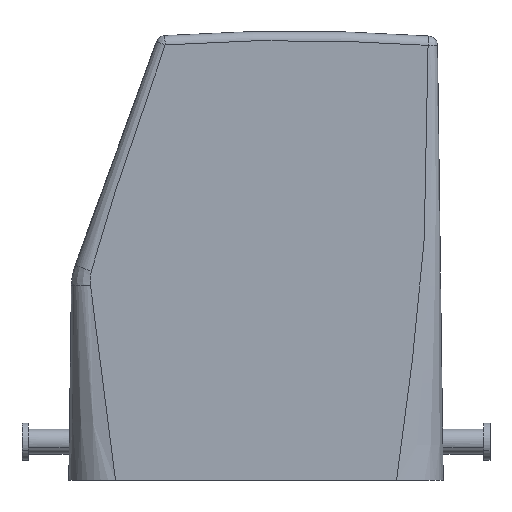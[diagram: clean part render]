
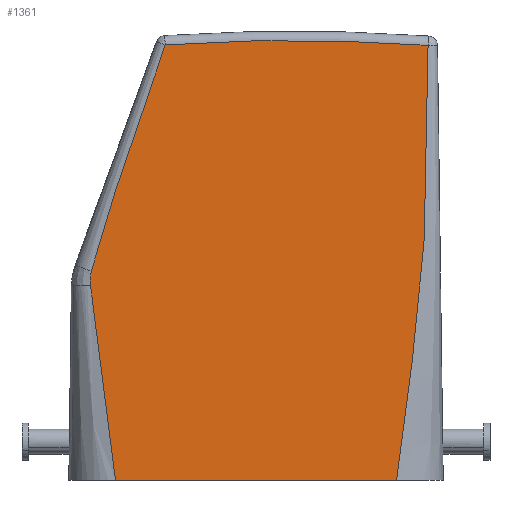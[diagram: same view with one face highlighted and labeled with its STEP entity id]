
A CAD part, left-side view. The second image highlights one B-rep face of the part: STEP entity #1361.
In plain terms, the highlighted planar face has unit normal (-1, 0, 0).
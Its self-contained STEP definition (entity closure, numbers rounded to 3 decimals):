
#1318=AXIS2_PLACEMENT_3D('Plane Axis2P3D',#1315,#1316,#1317) ;
#1350=AXIS2_PLACEMENT_3D('Circle Axis2P3D',#1348,#1349,$) ;
#445=CARTESIAN_POINT('Vertex',(0.,14.987,0.)) ;
#450=CARTESIAN_POINT('Line Origine',(0.,37.5,0.)) ;
#454=CARTESIAN_POINT('Vertex',(0.,60.014,0.)) ;
#659=CARTESIAN_POINT('Control Point',(0.,64.005,31.16)) ;
#660=CARTESIAN_POINT('Control Point',(0.,63.604,26.781)) ;
#661=CARTESIAN_POINT('Control Point',(0.,63.096,22.397)) ;
#662=CARTESIAN_POINT('Control Point',(0.,62.507,18.056)) ;
#663=CARTESIAN_POINT('Control Point',(0.,61.619,11.766)) ;
#664=CARTESIAN_POINT('Control Point',(0.,60.745,5.464)) ;
#665=CARTESIAN_POINT('Control Point',(0.,60.5,3.666)) ;
#666=CARTESIAN_POINT('Control Point',(0.,60.258,1.853)) ;
#667=CARTESIAN_POINT('Control Point',(0.,60.014,0.)) ;
#668=CARTESIAN_POINT('Vertex',(0.,64.005,31.16)) ;
#919=CARTESIAN_POINT('Control Point',(0.,63.891,33.543)) ;
#920=CARTESIAN_POINT('Control Point',(0.,64.,33.071)) ;
#921=CARTESIAN_POINT('Control Point',(0.,64.068,32.589)) ;
#922=CARTESIAN_POINT('Control Point',(0.,64.091,32.103)) ;
#923=CARTESIAN_POINT('Control Point',(0.,64.069,31.624)) ;
#924=CARTESIAN_POINT('Control Point',(0.,64.005,31.16)) ;
#925=CARTESIAN_POINT('Vertex',(0.,63.891,33.543)) ;
#1253=CARTESIAN_POINT('Vertex',(0.,9.929,69.72)) ;
#1257=CARTESIAN_POINT('Control Point',(0.,9.929,69.72)) ;
#1258=CARTESIAN_POINT('Control Point',(0.,9.927,68.515)) ;
#1259=CARTESIAN_POINT('Control Point',(0.,9.928,67.329)) ;
#1260=CARTESIAN_POINT('Control Point',(0.,9.93,66.124)) ;
#1261=CARTESIAN_POINT('Control Point',(0.,9.938,63.733)) ;
#1262=CARTESIAN_POINT('Control Point',(0.,9.953,61.335)) ;
#1263=CARTESIAN_POINT('Control Point',(0.,9.963,60.139)) ;
#1264=CARTESIAN_POINT('Control Point',(0.,9.995,56.739)) ;
#1265=CARTESIAN_POINT('Control Point',(0.,10.04,53.34)) ;
#1266=CARTESIAN_POINT('Control Point',(0.,10.078,50.997)) ;
#1267=CARTESIAN_POINT('Control Point',(0.,10.19,45.688)) ;
#1268=CARTESIAN_POINT('Control Point',(0.,10.412,40.381)) ;
#1269=CARTESIAN_POINT('Control Point',(0.,10.597,37.276)) ;
#1270=CARTESIAN_POINT('Control Point',(0.,11.077,31.069)) ;
#1271=CARTESIAN_POINT('Control Point',(0.,11.744,24.872)) ;
#1272=CARTESIAN_POINT('Control Point',(0.,12.117,21.777)) ;
#1273=CARTESIAN_POINT('Control Point',(0.,12.769,16.69)) ;
#1274=CARTESIAN_POINT('Control Point',(0.,13.452,11.605)) ;
#1275=CARTESIAN_POINT('Control Point',(0.,13.721,9.611)) ;
#1276=CARTESIAN_POINT('Control Point',(0.,14.141,6.482)) ;
#1277=CARTESIAN_POINT('Control Point',(0.,14.553,3.353)) ;
#1278=CARTESIAN_POINT('Control Point',(0.,14.699,2.234)) ;
#1279=CARTESIAN_POINT('Control Point',(0.,14.843,1.118)) ;
#1280=CARTESIAN_POINT('Control Point',(0.,14.987,0.)) ;
#1315=CARTESIAN_POINT('Axis2P3D Location',(0.,-0.533,-30.8)) ;
#1321=CARTESIAN_POINT('Control Point',(0.,52.034,69.793)) ;
#1322=CARTESIAN_POINT('Control Point',(0.,52.17,69.41)) ;
#1323=CARTESIAN_POINT('Control Point',(0.,52.304,69.029)) ;
#1324=CARTESIAN_POINT('Control Point',(0.,52.406,68.742)) ;
#1325=CARTESIAN_POINT('Control Point',(0.,53.939,64.389)) ;
#1326=CARTESIAN_POINT('Control Point',(0.,55.451,60.03)) ;
#1327=CARTESIAN_POINT('Control Point',(0.,56.806,56.044)) ;
#1328=CARTESIAN_POINT('Control Point',(0.,58.287,51.69)) ;
#1329=CARTESIAN_POINT('Control Point',(0.,59.727,47.325)) ;
#1330=CARTESIAN_POINT('Control Point',(0.,59.892,46.822)) ;
#1331=CARTESIAN_POINT('Control Point',(0.,60.25,45.73)) ;
#1332=CARTESIAN_POINT('Control Point',(0.,60.603,44.641)) ;
#1333=CARTESIAN_POINT('Control Point',(0.,60.833,43.924)) ;
#1334=CARTESIAN_POINT('Control Point',(0.,61.17,42.863)) ;
#1335=CARTESIAN_POINT('Control Point',(0.,61.502,41.798)) ;
#1336=CARTESIAN_POINT('Control Point',(0.,61.608,41.458)) ;
#1337=CARTESIAN_POINT('Control Point',(0.,62.022,40.114)) ;
#1338=CARTESIAN_POINT('Control Point',(0.,62.426,38.767)) ;
#1339=CARTESIAN_POINT('Control Point',(0.,62.721,37.761)) ;
#1340=CARTESIAN_POINT('Control Point',(0.,63.135,36.313)) ;
#1341=CARTESIAN_POINT('Control Point',(0.,63.535,34.864)) ;
#1342=CARTESIAN_POINT('Control Point',(0.,63.655,34.424)) ;
#1343=CARTESIAN_POINT('Control Point',(0.,63.773,33.984)) ;
#1344=CARTESIAN_POINT('Control Point',(0.,63.891,33.543)) ;
#1345=CARTESIAN_POINT('Vertex',(0.,52.034,69.793)) ;
#1348=CARTESIAN_POINT('Axis2P3D Location',(0.,31.5,-228.)) ;
#451=DIRECTION('Vector Direction',(0.,-1.,0.)) ;
#1316=DIRECTION('Axis2P3D Direction',(-1.,0.,0.)) ;
#1317=DIRECTION('Axis2P3D XDirection',(0.,-0.17,0.985)) ;
#1349=DIRECTION('Axis2P3D Direction',(-1.,0.,0.)) ;
#452=VECTOR('Line Direction',#451,1.) ;
#1354=ORIENTED_EDGE('',*,*,#1347,.F.) ;
#1355=ORIENTED_EDGE('',*,*,#927,.F.) ;
#1356=ORIENTED_EDGE('',*,*,#670,.F.) ;
#1357=ORIENTED_EDGE('',*,*,#456,.T.) ;
#1358=ORIENTED_EDGE('',*,*,#1281,.T.) ;
#1359=ORIENTED_EDGE('',*,*,#1352,.T.) ;
#1361=ADVANCED_FACE('Hood',(#1360),#1319,.T.) ;
#658=B_SPLINE_CURVE_WITH_KNOTS('',5,(#659,#660,#661,#662,#663,#664,#665,#666,#667),.UNSPECIFIED.,.F.,.U.,(6,3,6),(116.014,137.84,147.295),.UNSPECIFIED.) ;
#918=B_SPLINE_CURVE_WITH_KNOTS('',5,(#919,#920,#921,#922,#923,#924),.UNSPECIFIED.,.F.,.U.,(6,6),(183.856,186.856),.UNSPECIFIED.) ;
#1256=B_SPLINE_CURVE_WITH_KNOTS('',5,(#1257,#1258,#1259,#1260,#1261,#1262,#1263,#1264,#1265,#1266,#1267,#1268,#1269,#1270,#1271,#1272,#1273,#1274,#1275,#1276,#1277,#1278,#1279,#1280),.UNSPECIFIED.,.F.,.U.,(6,3,3,3,3,3,3,6),(30.496,36.488,42.48,53.502,69.05,84.599,94.635,100.339),.UNSPECIFIED.) ;
#1320=B_SPLINE_CURVE_WITH_KNOTS('',5,(#1321,#1322,#1323,#1324,#1325,#1326,#1327,#1328,#1329,#1330,#1331,#1332,#1333,#1334,#1335,#1336,#1337,#1338,#1339,#1340,#1341,#1342,#1343,#1344),.UNSPECIFIED.,.F.,.U.,(6,3,3,3,3,3,3,6),(0.,2.842,32.577,35.347,40.708,43.241,50.664,53.896),.UNSPECIFIED.) ;
#1351=CIRCLE('generated circle',#1350,298.5) ;
#456=EDGE_CURVE('',#455,#446,#453,.T.) ;
#670=EDGE_CURVE('',#455,#669,#658,.F.) ;
#927=EDGE_CURVE('',#669,#926,#918,.F.) ;
#1281=EDGE_CURVE('',#446,#1254,#1256,.F.) ;
#1347=EDGE_CURVE('',#926,#1346,#1320,.F.) ;
#1352=EDGE_CURVE('',#1254,#1346,#1351,.T.) ;
#1353=EDGE_LOOP('',(#1354,#1355,#1356,#1357,#1358,#1359)) ;
#1360=FACE_OUTER_BOUND('',#1353,.T.) ;
#453=LINE('Line',#450,#452) ;
#1319=PLANE('',#1318) ;
#446=VERTEX_POINT('',#445) ;
#455=VERTEX_POINT('',#454) ;
#669=VERTEX_POINT('',#668) ;
#926=VERTEX_POINT('',#925) ;
#1254=VERTEX_POINT('',#1253) ;
#1346=VERTEX_POINT('',#1345) ;
